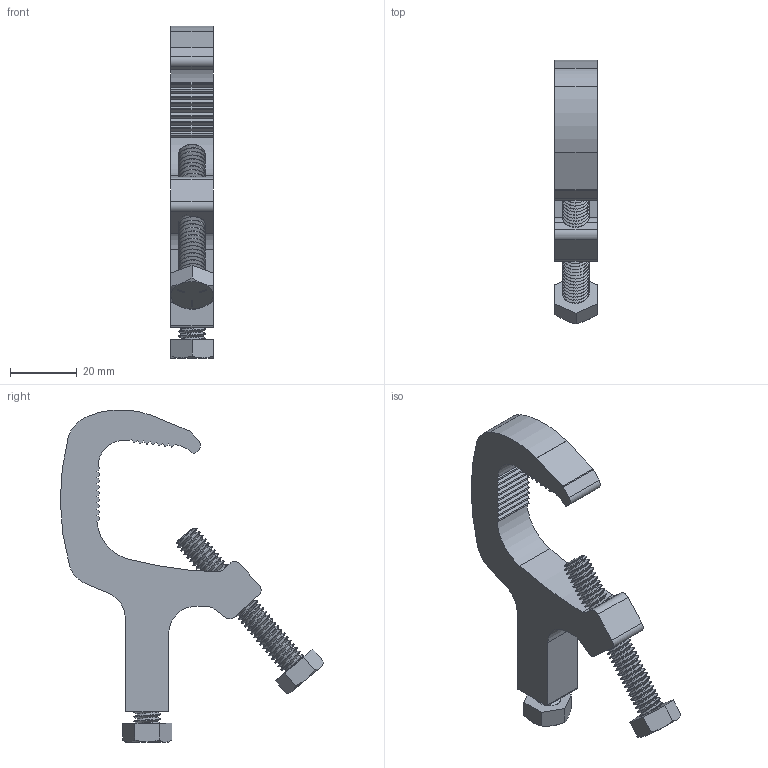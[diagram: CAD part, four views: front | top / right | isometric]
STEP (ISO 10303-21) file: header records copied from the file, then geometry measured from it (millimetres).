
FILE_DESCRIPTION(/* description */ ('Black-Micro-Clamp-MMB'),/* implementation_level */ '2;1');
FILE_NAME(/* name */ 'Black-Micro-Clamp-MMB.stp',/* time_stamp */ '2021-04-05T13:03:38-07:00',/* author */ ('TheDanny'),/* organization */ ('Truss Genius'),/* preprocessor_version */ 'ST-DEVELOPER v18.1',/* originating_system */ 'Autodesk Inventor 2021',/* authorisation */ '');
FILE_SCHEMA (('AUTOMOTIVE_DESIGN { 1 0 10303 214 3 1 1 }'));
Length unit declared in the file: inch
Products named in the file (4): Micro Clamp; Micro Clamp1; Micro Clamp2; Micro Clamp3
Assembly tree (3 placements, depth 2):
  Micro Clamp
    Micro Clamp1
    Micro Clamp2
    Micro Clamp3
Bounding box: 12.7 x 78.75 x 99.26 mm (x, y, z)
Volume: 26513.7 mm3; surface area: 11480.5 mm2
Topology: 3 solids, 3 shells, 255 faces, 709 edges, 468 vertices
Faces by surface type: cylinder 152, plane 83, cone 16, bspline 4
Full cylindrical faces by diameter (mm): 6.104 x49, 7.938 x47
Entity records: 16142 total; most frequent: CARTESIAN_POINT 9957, ORIENTED_EDGE 1418, DIRECTION 1113, EDGE_CURVE 709, VERTEX_POINT 468, AXIS2_PLACEMENT_3D 384, LINE 345, VECTOR 345
